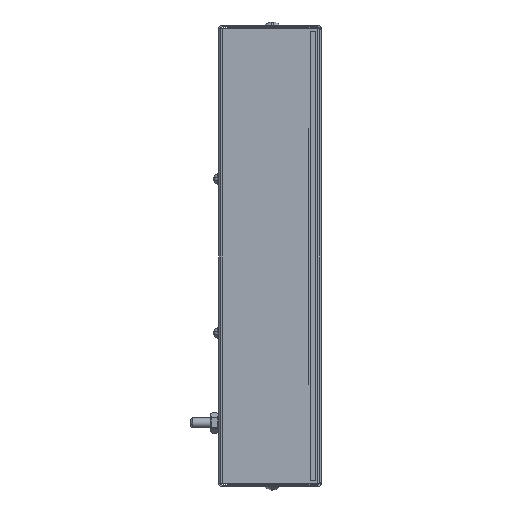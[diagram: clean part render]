
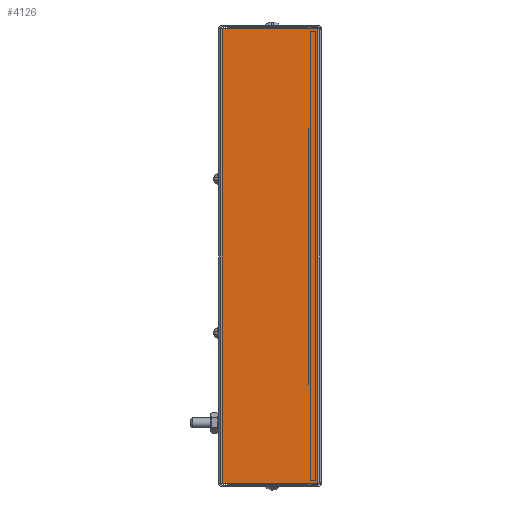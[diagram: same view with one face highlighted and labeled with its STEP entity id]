
A CAD part, left-side view. The second image highlights one B-rep face of the part: STEP entity #4126.
In plain terms, the highlighted planar face has unit normal (-1, 0, 0).
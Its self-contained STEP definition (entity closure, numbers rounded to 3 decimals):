
#4126=ADVANCED_FACE('',(#6813),#6815,.F.);
#6813=FACE_BOUND('',#6814,.T.);
#6814=EDGE_LOOP('',(#8762,#8763,#8764,#8765,#8766,#8767));
#6815=PLANE('',#6816);
#6816=AXIS2_PLACEMENT_3D('',#6817,#6818,#6819);
#6817=CARTESIAN_POINT('',(-1200.,19.91,-90.));
#6818=DIRECTION('',(1.,0.,0.));
#6819=DIRECTION('',(0.,0.,1.));
#8762=ORIENTED_EDGE('',*,*,#9845,.T.);
#8763=ORIENTED_EDGE('',*,*,#9874,.F.);
#8764=ORIENTED_EDGE('',*,*,#9875,.F.);
#8765=ORIENTED_EDGE('',*,*,#9876,.T.);
#8766=ORIENTED_EDGE('',*,*,#9877,.F.);
#8767=ORIENTED_EDGE('',*,*,#9878,.F.);
#9845=EDGE_CURVE('',#11043,#11041,#11044,.T.);
#9874=EDGE_CURVE('',#11088,#11041,#11089,.T.);
#9875=EDGE_CURVE('',#11090,#11088,#11091,.T.);
#9876=EDGE_CURVE('',#11090,#11092,#11093,.T.);
#9877=EDGE_CURVE('',#11094,#11092,#11095,.T.);
#9878=EDGE_CURVE('',#11043,#11094,#11096,.T.);
#11041=VERTEX_POINT('',#14302);
#11043=VERTEX_POINT('',#14315);
#11044=LINE('',#14316,#14317);
#11088=VERTEX_POINT('',#14451);
#11089=LINE('',#14452,#14453);
#11090=VERTEX_POINT('',#14455);
#11091=LINE('',#14456,#14457);
#11092=VERTEX_POINT('',#14459);
#11093=LINE('',#14460,#14461);
#11094=VERTEX_POINT('',#14463);
#11095=LINE('',#14464,#14465);
#11096=LINE('',#14467,#14468);
#14302=CARTESIAN_POINT('',(-1200.,38.6,-178.805));
#14315=CARTESIAN_POINT('',(-1200.,38.6,-1.195));
#14316=CARTESIAN_POINT('',(-1200.,38.6,-1.195));
#14317=VECTOR('',#14318,1.);
#14318=DIRECTION('',(0.,0.,-1.));
#14451=CARTESIAN_POINT('',(-1200.,1.4,-178.805));
#14452=CARTESIAN_POINT('',(-1200.,1.4,-178.805));
#14453=VECTOR('',#14454,1.);
#14454=DIRECTION('',(0.,1.,0.));
#14455=CARTESIAN_POINT('',(-1200.,1.4,-178.6));
#14456=CARTESIAN_POINT('',(-1200.,1.4,-178.6));
#14457=VECTOR('',#14458,1.);
#14458=DIRECTION('',(0.,0.,-1.));
#14459=CARTESIAN_POINT('',(-1200.,1.4,-1.4));
#14460=CARTESIAN_POINT('',(-1200.,1.4,-178.6));
#14461=VECTOR('',#14462,1.);
#14462=DIRECTION('',(0.,0.,1.));
#14463=CARTESIAN_POINT('',(-1200.,1.4,-1.195));
#14464=CARTESIAN_POINT('',(-1200.,1.4,-1.195));
#14465=VECTOR('',#14466,1.);
#14466=DIRECTION('',(0.,0.,-1.));
#14467=CARTESIAN_POINT('',(-1200.,38.6,-1.195));
#14468=VECTOR('',#14469,1.);
#14469=DIRECTION('',(0.,-1.,0.));
